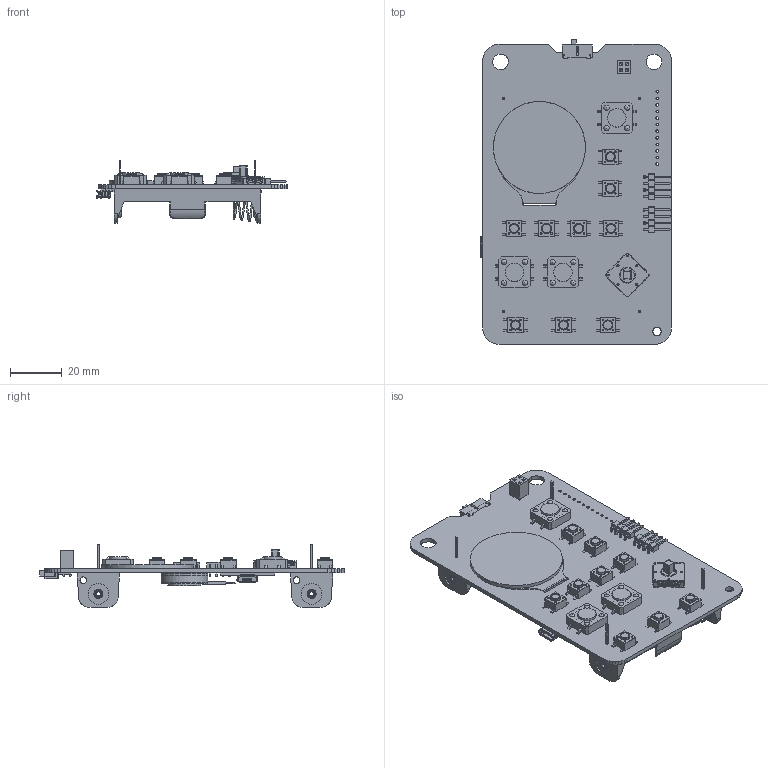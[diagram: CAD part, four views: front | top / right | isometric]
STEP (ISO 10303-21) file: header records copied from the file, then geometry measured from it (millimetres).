
FILE_DESCRIPTION(/* description */ (''),/* implementation_level */ '2;1');
FILE_NAME(/* name */ 'Supercon 2023 Badge - Tinabel''s Best Guesses.step',/* time_stamp */ '2023-10-21T05:28:15-07:00',/* author */ (''),/* organization */ (''),/* preprocessor_version */ 'ST-DEVELOPER v20',/* originating_system */ 'Autodesk Translation Framework v12.9.0.99',/* authorisation */ '');
FILE_SCHEMA (('AUTOMOTIVE_DESIGN { 1 0 10303 214 3 1 1 }'));
Products named in the file (13): Supercon 2023 Badge Enclosure; TL3300DF260Q; c-2425755-1-a-3d; PTS645SK43SMTR92LFS; PinSocket_2x02_P2.54mm_Vertical; PinHeader_1x04_P2.54mm_Horizontal; AA Battery Holder Shrunk; Raspberry Pi Pico; Pico Board; PCB; Micro-USB_breakout v2; WSPH-1805W; EG1218
Assembly tree (24 placements, depth 4):
  Supercon 2023 Badge Enclosure
    TL3300DF260Q  x3
    PTS645SK43SMTR92LFS  x9
    c-2425755-1-a-3d
    PinSocket_2x02_P2.54mm_Vertical
    PinHeader_1x04_P2.54mm_Horizontal  x2
    AA Battery Holder Shrunk  x2
    Raspberry Pi Pico
      Pico Board
        PCB
        Micro-USB_breakout v2
    WSPH-1805W
    EG1218
Bounding box: 73.88 x 117.77 x 24.1 mm (x, y, z)
Volume: 25062.8 mm3; surface area: 39075.5 mm2
Topology: 78 solids, 78 shells, 3594 faces, 9389 edges, 6134 vertices
Faces by surface type: plane 2625, cylinder 824, bspline 70, torus 69, cone 5, sphere 1
Full cylindrical faces by diameter (mm): 0.371 x4, 0.574 x36, 0.6 x2, 0.85 x4, 0.95 x2, 1 x67, 1.6 x4, 1.75 x8, 2.1 x4, 2.3 x8, 2.5 x4, 2.54 x4, 3 x7, 3.175 x1, 3.5 x13, 3.7 x4, 3.8 x8, 3.9 x9, 4 x1, 4.84 x3, 6.2 x4, 7.1 x3, 7.15 x3, 8 x4, 8.412 x3, 12.5 x1, 12.8 x1, 17.999 x2, 18 x1, 35.6 x1
Entity records: 81047 total; most frequent: CARTESIAN_POINT 17867, ORIENTED_EDGE 13008, DIRECTION 12586, EDGE_CURVE 6504, LINE 5144, VECTOR 5144, VERTEX_POINT 4256, AXIS2_PLACEMENT_3D 3721
